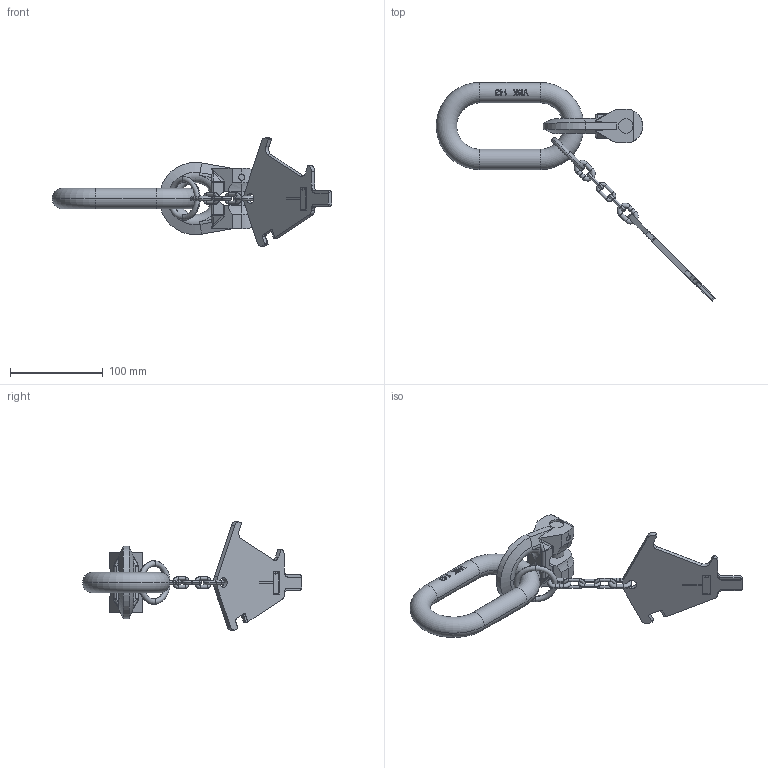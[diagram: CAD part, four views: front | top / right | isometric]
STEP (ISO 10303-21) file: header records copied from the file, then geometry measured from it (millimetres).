
FILE_DESCRIPTION((''),'2;1');
FILE_NAME('001-M31179-P-4_ASM','2004-10-20T',('Haas'),(''),'PRO/ENGINEER BY PARAMETRIC TECHNOLOGY CORPORATION, 2003450','PRO/ENGINEER BY PARAMETRIC TECHNOLOGY CORPORATION, 2003450','');
FILE_SCHEMA(('CONFIG_CONTROL_DESIGN'));
Length unit declared in the file: millimetre
Products named in the file (9): 001-M31132-P-4_AF0; 001-M31492-P-1; 001-M31128-V01; 001-M31558-P-1; 001-M31129-P-1; 001-M31130-001; 001-M31130-003_ASM; 001-M31558-P-1_ASM; 001-M31179-P-4_ASM
Assembly tree (11 placements, depth 4):
  001-M31179-P-4_ASM
    001-M31132-P-4_AF0
    001-M31492-P-1
    001-M31128-V01
    001-M31558-P-1_ASM
      001-M31558-P-1
      001-M31129-P-1  x2
      001-M31130-003_ASM
        001-M31130-001  x3
Bounding box: 301.04 x 236.15 x 116.81 mm (x, y, z)
Volume: 289771.5 mm3; surface area: 68444.6 mm2
Topology: 9 solids, 9 shells, 399 faces, 1034 edges, 655 vertices
Faces by surface type: plane 248, cylinder 101, torus 32, bspline 12, sphere 4, cone 2
Entity records: 12341 total; most frequent: CARTESIAN_POINT 3109, ORIENTED_EDGE 1960, DIRECTION 1769, EDGE_CURVE 980, VECTOR 633, LINE 633, VERTEX_POINT 627, AXIS2_PLACEMENT_3D 568
